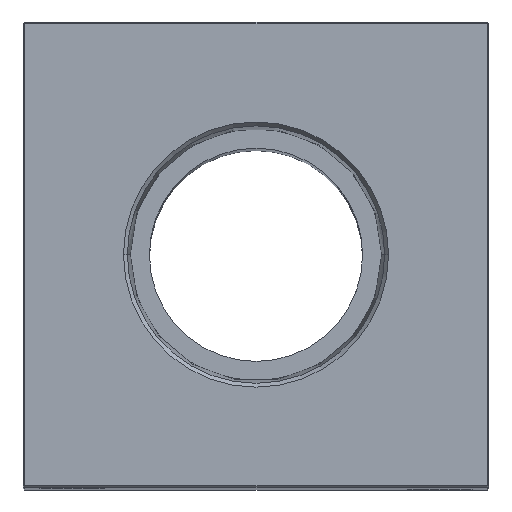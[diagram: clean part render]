
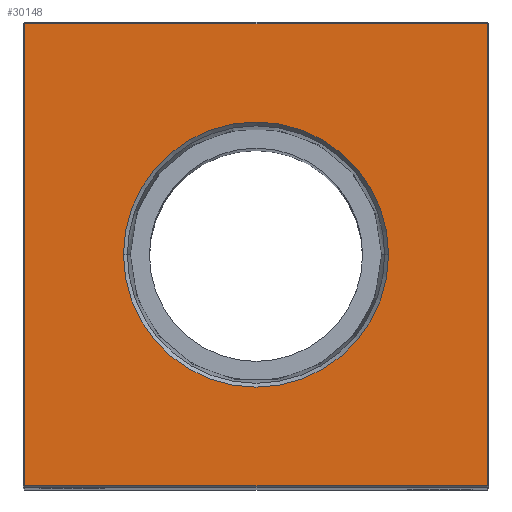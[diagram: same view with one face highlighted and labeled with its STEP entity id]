
A CAD part, top view. The second image highlights one B-rep face of the part: STEP entity #30148.
In plain terms, the highlighted planar face has unit normal (0, 0, 1).
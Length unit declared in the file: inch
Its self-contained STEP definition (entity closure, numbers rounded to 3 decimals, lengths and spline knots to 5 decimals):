
#80 = CARTESIAN_POINT ( 'NONE',  ( 1.49, -1.49, 10.5 ) ) ;
#476 = VERTEX_POINT ( 'NONE', #80 ) ;
#495 = CARTESIAN_POINT ( 'NONE',  ( 0., -1.49, 10.5 ) ) ;
#1403 = DIRECTION ( 'NONE',  ( 1., 0., 0. ) ) ;
#1572 = VECTOR ( 'NONE', #10635, 39.37008 ) ;
#1637 = DIRECTION ( 'NONE',  ( 0., -1., 0. ) ) ;
#2741 = DIRECTION ( 'NONE',  ( 1., 0., 0. ) ) ;
#3576 = CARTESIAN_POINT ( 'NONE',  ( 0.85498, 0., 10.5 ) ) ;
#4278 = EDGE_CURVE ( 'NONE', #21071, #7846, #33163, .T. ) ;
#4489 = LINE ( 'NONE', #14691, #26185 ) ;
#4839 = EDGE_CURVE ( 'NONE', #476, #18216, #11425, .T. ) ;
#5182 = ORIENTED_EDGE ( 'NONE', *, *, #4839, .T. ) ;
#5836 = ORIENTED_EDGE ( 'NONE', *, *, #21337, .T. ) ;
#7598 = ORIENTED_EDGE ( 'NONE', *, *, #19452, .F. ) ;
#7683 = EDGE_CURVE ( 'NONE', #27109, #11442, #14312, .T. ) ;
#7846 = VERTEX_POINT ( 'NONE', #30315 ) ;
#8781 = PLANE ( 'NONE',  #12628 ) ;
#9846 = CIRCLE ( 'NONE', #28856, 0.85498 ) ;
#10635 = DIRECTION ( 'NONE',  ( 1., 0., 0. ) ) ;
#10965 = ORIENTED_EDGE ( 'NONE', *, *, #29032, .T. ) ;
#11425 = LINE ( 'NONE', #21787, #31219 ) ;
#11442 = VERTEX_POINT ( 'NONE', #19806 ) ;
#11637 = CARTESIAN_POINT ( 'NONE',  ( 0., 0., 10.5 ) ) ;
#12628 = AXIS2_PLACEMENT_3D ( 'NONE', #11637, #22000, #32419 ) ;
#14078 = CARTESIAN_POINT ( 'NONE',  ( 0., 0., 10.5 ) ) ;
#14312 = LINE ( 'NONE', #24714, #21450 ) ;
#14691 = CARTESIAN_POINT ( 'NONE',  ( 0., 1.49, 10.5 ) ) ;
#15455 = CARTESIAN_POINT ( 'NONE',  ( 0., 0., 10.5 ) ) ;
#17085 = CARTESIAN_POINT ( 'NONE',  ( 1.49, 1.49, 10.5 ) ) ;
#18216 = VERTEX_POINT ( 'NONE', #17085 ) ;
#18441 = AXIS2_PLACEMENT_3D ( 'NONE', #14078, #24479, #1403 ) ;
#19452 = EDGE_CURVE ( 'NONE', #7846, #21071, #9846, .T. ) ;
#19806 = CARTESIAN_POINT ( 'NONE',  ( -1.49, -1.49, 10.5 ) ) ;
#20944 = ORIENTED_EDGE ( 'NONE', *, *, #7683, .T. ) ;
#21071 = VERTEX_POINT ( 'NONE', #3576 ) ;
#21337 = EDGE_CURVE ( 'NONE', #11442, #476, #23536, .T. ) ;
#21450 = VECTOR ( 'NONE', #1637, 39.37008 ) ;
#21633 = FACE_OUTER_BOUND ( 'NONE', #29275, .T. ) ;
#21787 = CARTESIAN_POINT ( 'NONE',  ( 1.49, 0., 10.5 ) ) ;
#22000 = DIRECTION ( 'NONE',  ( 0., 0., -1. ) ) ;
#23536 = LINE ( 'NONE', #495, #1572 ) ;
#24188 = EDGE_LOOP ( 'NONE', ( #25132, #7598 ) ) ;
#24479 = DIRECTION ( 'NONE',  ( 0., 0., 1. ) ) ;
#24714 = CARTESIAN_POINT ( 'NONE',  ( -1.49, 0., 10.5 ) ) ;
#25091 = DIRECTION ( 'NONE',  ( -1., 0., 0. ) ) ;
#25132 = ORIENTED_EDGE ( 'NONE', *, *, #4278, .F. ) ;
#25864 = DIRECTION ( 'NONE',  ( 0., 0., 1. ) ) ;
#26185 = VECTOR ( 'NONE', #25091, 39.37008 ) ;
#27109 = VERTEX_POINT ( 'NONE', #28436 ) ;
#28436 = CARTESIAN_POINT ( 'NONE',  ( -1.49, 1.49, 10.5 ) ) ;
#28856 = AXIS2_PLACEMENT_3D ( 'NONE', #15455, #25864, #2741 ) ;
#29032 = EDGE_CURVE ( 'NONE', #18216, #27109, #4489, .T. ) ;
#29275 = EDGE_LOOP ( 'NONE', ( #20944, #5836, #5182, #10965 ) ) ;
#30148 = ADVANCED_FACE ( 'NONE', ( #21633, #32056 ), #8781, .F. ) ;
#30315 = CARTESIAN_POINT ( 'NONE',  ( -0.85498, 0., 10.5 ) ) ;
#31219 = VECTOR ( 'NONE', #32208, 39.37008 ) ;
#32056 = FACE_BOUND ( 'NONE', #24188, .T. ) ;
#32208 = DIRECTION ( 'NONE',  ( 0., 1., 0. ) ) ;
#32419 = DIRECTION ( 'NONE',  ( -1., 0., 0. ) ) ;
#33163 = CIRCLE ( 'NONE', #18441, 0.85498 ) ;
